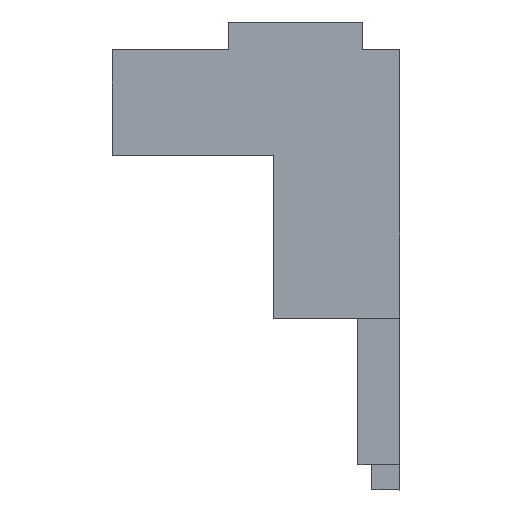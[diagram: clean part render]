
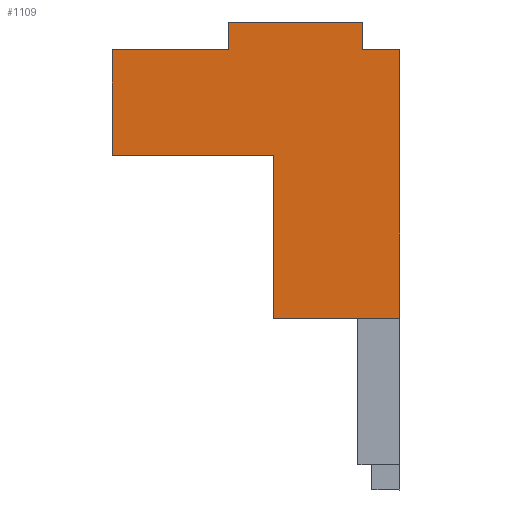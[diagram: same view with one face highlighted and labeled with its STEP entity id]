
A CAD part, left-side view. The second image highlights one B-rep face of the part: STEP entity #1109.
In plain terms, the highlighted planar face has unit normal (-1, 0, 0).
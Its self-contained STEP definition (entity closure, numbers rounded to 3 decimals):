
#1048=AXIS2_PLACEMENT_3D('Plane Axis2P3D',#1045,#1046,#1047) ;
#526=CARTESIAN_POINT('Vertex',(0.,31.,47.5)) ;
#540=CARTESIAN_POINT('Vertex',(0.,31.,36.1)) ;
#543=CARTESIAN_POINT('Line Origine',(0.,31.,41.8)) ;
#761=CARTESIAN_POINT('Line Origine',(0.,24.75,47.5)) ;
#765=CARTESIAN_POINT('Vertex',(0.,18.5,47.5)) ;
#931=CARTESIAN_POINT('Vertex',(0.,13.6,36.1)) ;
#934=CARTESIAN_POINT('Line Origine',(0.,22.3,36.1)) ;
#1045=CARTESIAN_POINT('Axis2P3D Location',(0.,-0.5,47.55)) ;
#1050=CARTESIAN_POINT('Line Origine',(0.,4.,49.)) ;
#1054=CARTESIAN_POINT('Vertex',(0.,4.,50.5)) ;
#1056=CARTESIAN_POINT('Vertex',(0.,4.,47.5)) ;
#1059=CARTESIAN_POINT('Line Origine',(0.,11.25,50.5)) ;
#1063=CARTESIAN_POINT('Vertex',(0.,18.5,50.5)) ;
#1066=CARTESIAN_POINT('Line Origine',(0.,18.5,49.)) ;
#1071=CARTESIAN_POINT('Line Origine',(0.,13.6,27.325)) ;
#1075=CARTESIAN_POINT('Vertex',(0.,13.6,18.55)) ;
#1078=CARTESIAN_POINT('Line Origine',(0.,6.8,18.55)) ;
#1082=CARTESIAN_POINT('Vertex',(0.,0.,18.55)) ;
#1085=CARTESIAN_POINT('Line Origine',(0.,0.,33.025)) ;
#1089=CARTESIAN_POINT('Vertex',(0.,0.,47.5)) ;
#1092=CARTESIAN_POINT('Line Origine',(0.,2.,47.5)) ;
#544=DIRECTION('Vector Direction',(0.,0.,1.)) ;
#762=DIRECTION('Vector Direction',(0.,-1.,0.)) ;
#935=DIRECTION('Vector Direction',(0.,1.,0.)) ;
#1046=DIRECTION('Axis2P3D Direction',(-1.,0.,0.)) ;
#1047=DIRECTION('Axis2P3D XDirection',(0.,0.,-1.)) ;
#1051=DIRECTION('Vector Direction',(0.,0.,-1.)) ;
#1060=DIRECTION('Vector Direction',(0.,-1.,0.)) ;
#1067=DIRECTION('Vector Direction',(0.,0.,1.)) ;
#1072=DIRECTION('Vector Direction',(0.,0.,1.)) ;
#1079=DIRECTION('Vector Direction',(0.,1.,0.)) ;
#1086=DIRECTION('Vector Direction',(0.,0.,1.)) ;
#1093=DIRECTION('Vector Direction',(0.,-1.,0.)) ;
#545=VECTOR('Line Direction',#544,1.) ;
#763=VECTOR('Line Direction',#762,1.) ;
#936=VECTOR('Line Direction',#935,1.) ;
#1052=VECTOR('Line Direction',#1051,1.) ;
#1061=VECTOR('Line Direction',#1060,1.) ;
#1068=VECTOR('Line Direction',#1067,1.) ;
#1073=VECTOR('Line Direction',#1072,1.) ;
#1080=VECTOR('Line Direction',#1079,1.) ;
#1087=VECTOR('Line Direction',#1086,1.) ;
#1094=VECTOR('Line Direction',#1093,1.) ;
#1098=ORIENTED_EDGE('',*,*,#1058,.F.) ;
#1099=ORIENTED_EDGE('',*,*,#1065,.F.) ;
#1100=ORIENTED_EDGE('',*,*,#1070,.F.) ;
#1101=ORIENTED_EDGE('',*,*,#767,.F.) ;
#1102=ORIENTED_EDGE('',*,*,#547,.F.) ;
#1103=ORIENTED_EDGE('',*,*,#938,.F.) ;
#1104=ORIENTED_EDGE('',*,*,#1077,.F.) ;
#1105=ORIENTED_EDGE('',*,*,#1084,.F.) ;
#1106=ORIENTED_EDGE('',*,*,#1091,.T.) ;
#1107=ORIENTED_EDGE('',*,*,#1096,.F.) ;
#1109=ADVANCED_FACE('COVER',(#1108),#1049,.T.) ;
#547=EDGE_CURVE('',#541,#527,#546,.T.) ;
#767=EDGE_CURVE('',#527,#766,#764,.T.) ;
#938=EDGE_CURVE('',#932,#541,#937,.T.) ;
#1058=EDGE_CURVE('',#1055,#1057,#1053,.T.) ;
#1065=EDGE_CURVE('',#1064,#1055,#1062,.T.) ;
#1070=EDGE_CURVE('',#766,#1064,#1069,.T.) ;
#1077=EDGE_CURVE('',#1076,#932,#1074,.T.) ;
#1084=EDGE_CURVE('',#1083,#1076,#1081,.T.) ;
#1091=EDGE_CURVE('',#1083,#1090,#1088,.T.) ;
#1096=EDGE_CURVE('',#1057,#1090,#1095,.T.) ;
#1097=EDGE_LOOP('',(#1098,#1099,#1100,#1101,#1102,#1103,#1104,#1105,#1106,#1107)) ;
#1108=FACE_OUTER_BOUND('',#1097,.T.) ;
#546=LINE('Line',#543,#545) ;
#764=LINE('Line',#761,#763) ;
#937=LINE('Line',#934,#936) ;
#1053=LINE('Line',#1050,#1052) ;
#1062=LINE('Line',#1059,#1061) ;
#1069=LINE('Line',#1066,#1068) ;
#1074=LINE('Line',#1071,#1073) ;
#1081=LINE('Line',#1078,#1080) ;
#1088=LINE('Line',#1085,#1087) ;
#1095=LINE('Line',#1092,#1094) ;
#1049=PLANE('',#1048) ;
#527=VERTEX_POINT('',#526) ;
#541=VERTEX_POINT('',#540) ;
#766=VERTEX_POINT('',#765) ;
#932=VERTEX_POINT('',#931) ;
#1055=VERTEX_POINT('',#1054) ;
#1057=VERTEX_POINT('',#1056) ;
#1064=VERTEX_POINT('',#1063) ;
#1076=VERTEX_POINT('',#1075) ;
#1083=VERTEX_POINT('',#1082) ;
#1090=VERTEX_POINT('',#1089) ;
